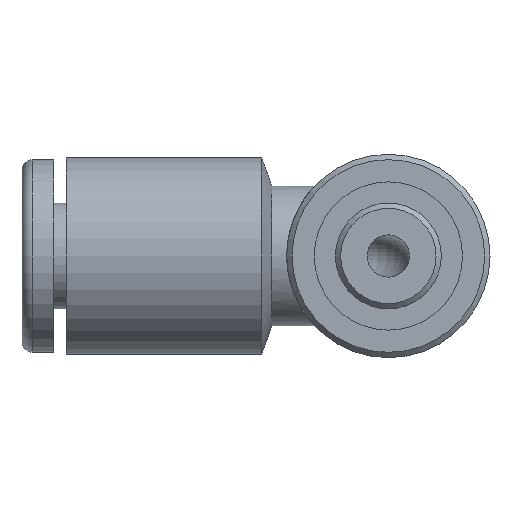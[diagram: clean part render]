
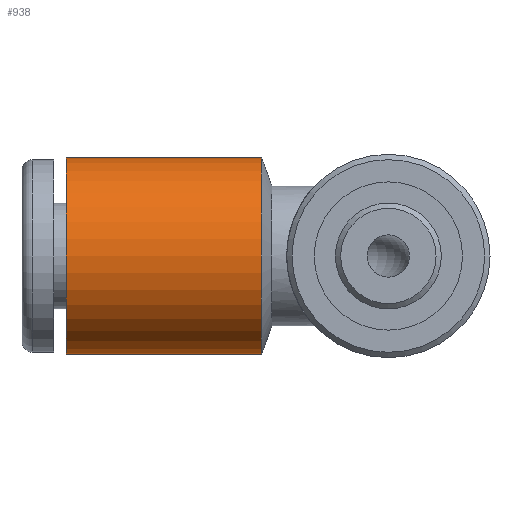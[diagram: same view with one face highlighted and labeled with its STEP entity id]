
A CAD part, front view. The second image highlights one B-rep face of the part: STEP entity #938.
In plain terms, the highlighted cylindrical face has radius 4.65 mm (diameter 9.3 mm), a full revolution.
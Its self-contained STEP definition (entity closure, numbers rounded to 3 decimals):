
#100=LINE('',#1619,#137);
#137=VECTOR('',#1281,4.65);
#169=CYLINDRICAL_SURFACE('',#1066,4.65);
#233=FACE_OUTER_BOUND('',#286,.T.);
#286=EDGE_LOOP('',(#748,#749,#750,#751,#752,#753));
#368=CIRCLE('',#1039,4.65);
#369=CIRCLE('',#1040,4.65);
#390=CIRCLE('',#1067,4.65);
#391=CIRCLE('',#1068,4.65);
#456=VERTEX_POINT('',#1566);
#457=VERTEX_POINT('',#1567);
#476=VERTEX_POINT('',#1618);
#477=VERTEX_POINT('',#1620);
#560=EDGE_CURVE('',#456,#457,#368,.T.);
#561=EDGE_CURVE('',#457,#456,#369,.T.);
#586=EDGE_CURVE('',#456,#476,#100,.T.);
#587=EDGE_CURVE('',#477,#476,#390,.T.);
#588=EDGE_CURVE('',#476,#477,#391,.T.);
#748=ORIENTED_EDGE('',*,*,#560,.T.);
#749=ORIENTED_EDGE('',*,*,#561,.T.);
#750=ORIENTED_EDGE('',*,*,#586,.T.);
#751=ORIENTED_EDGE('',*,*,#587,.F.);
#752=ORIENTED_EDGE('',*,*,#588,.F.);
#753=ORIENTED_EDGE('',*,*,#586,.F.);
#938=ADVANCED_FACE('',(#233),#169,.T.);
#1039=AXIS2_PLACEMENT_3D('',#1568,#1221,#1222);
#1040=AXIS2_PLACEMENT_3D('',#1569,#1223,#1224);
#1066=AXIS2_PLACEMENT_3D('',#1617,#1279,#1280);
#1067=AXIS2_PLACEMENT_3D('',#1621,#1282,#1283);
#1068=AXIS2_PLACEMENT_3D('',#1622,#1284,#1285);
#1221=DIRECTION('center_axis',(-1.,0.,0.));
#1222=DIRECTION('ref_axis',(0.,0.,-1.));
#1223=DIRECTION('center_axis',(-1.,0.,0.));
#1224=DIRECTION('ref_axis',(0.,0.,-1.));
#1279=DIRECTION('center_axis',(1.,0.,0.));
#1280=DIRECTION('ref_axis',(0.,0.,-1.));
#1281=DIRECTION('',(-1.,0.,0.));
#1282=DIRECTION('center_axis',(-1.,0.,0.));
#1283=DIRECTION('ref_axis',(0.,0.,-1.));
#1284=DIRECTION('center_axis',(-1.,0.,0.));
#1285=DIRECTION('ref_axis',(0.,0.,-1.));
#1566=CARTESIAN_POINT('',(-5.991,0.,4.65));
#1567=CARTESIAN_POINT('',(-5.991,0.,-4.65));
#1568=CARTESIAN_POINT('Origin',(-5.991,0.,0.));
#1569=CARTESIAN_POINT('Origin',(-5.991,0.,0.));
#1617=CARTESIAN_POINT('Origin',(-28.352,0.,0.));
#1618=CARTESIAN_POINT('',(-15.2,0.,4.65));
#1619=CARTESIAN_POINT('',(-28.352,0.,4.65));
#1620=CARTESIAN_POINT('',(-15.2,0.,-4.65));
#1621=CARTESIAN_POINT('Origin',(-15.2,0.,0.));
#1622=CARTESIAN_POINT('Origin',(-15.2,0.,0.));
